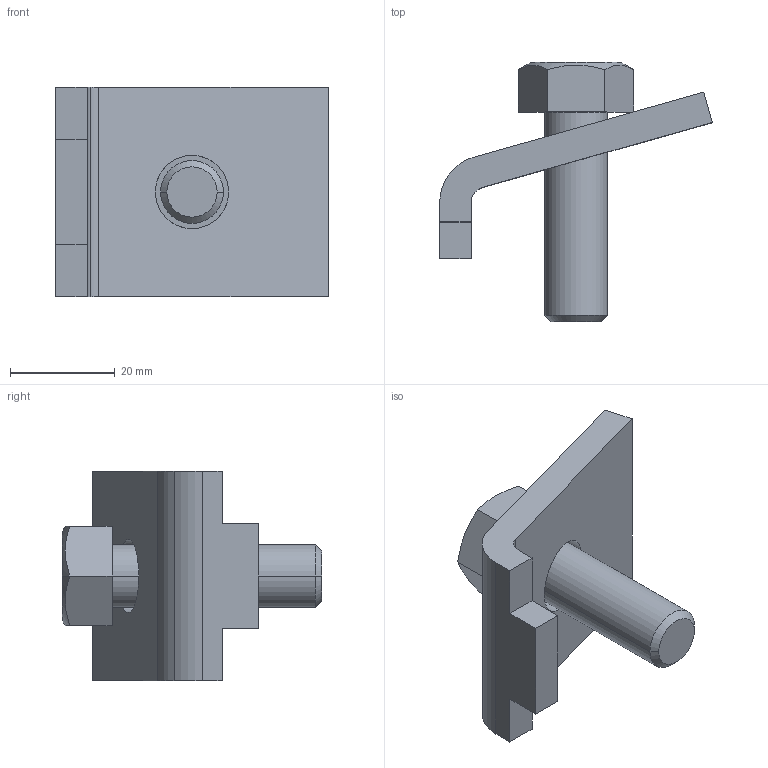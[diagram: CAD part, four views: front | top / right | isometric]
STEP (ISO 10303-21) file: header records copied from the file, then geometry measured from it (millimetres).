
FILE_DESCRIPTION(('TurboCAD Mac Pro'),'Build 980');
FILE_NAME('P1386.stp',' ',(''),(''),'ACIS Interop','IMSI','TurboCAD Mac Pro BY IMSI, INCORPORATED');
FILE_SCHEMA(('automotive_design'));
Length unit declared in the file: inch
Products named in the file (2): 1; 2
Bounding box: 52 x 49.5 x 40 mm (x, y, z)
Volume: 20998.6 mm3; surface area: 8733.2 mm2
Topology: 2 solids, 2 shells, 33 faces, 80 edges, 52 vertices
Faces by surface type: plane 21, cylinder 8, cone 4
Entity records: 1271 total; most frequent: CARTESIAN_POINT 179, DIRECTION 164, ORIENTED_EDGE 160, EDGE_CURVE 80, AXIS2_PLACEMENT_3D 55, LINE 54, VECTOR 54, VERTEX_POINT 52
